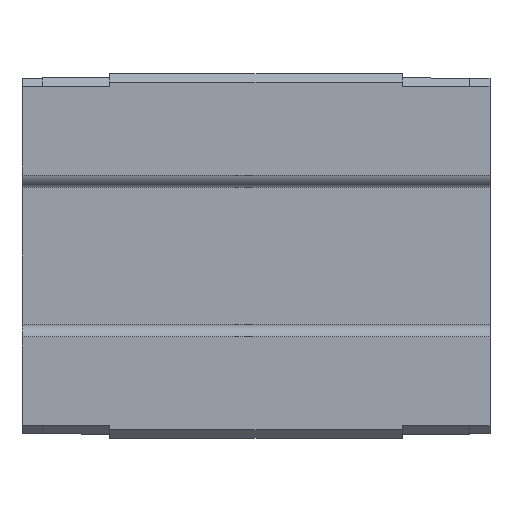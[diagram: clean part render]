
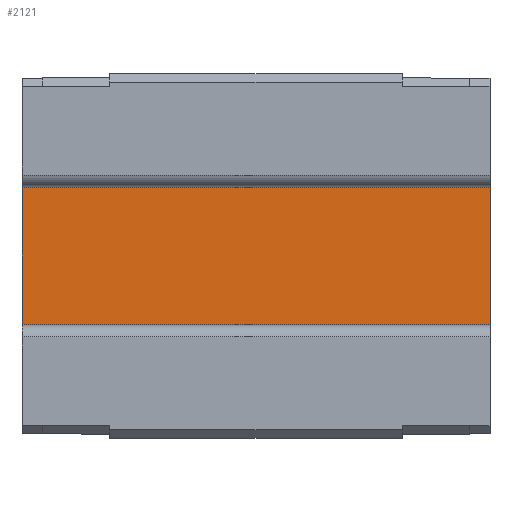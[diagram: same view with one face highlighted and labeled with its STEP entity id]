
A CAD part, front view. The second image highlights one B-rep face of the part: STEP entity #2121.
In plain terms, the highlighted planar face has unit normal (0, -1, 0).
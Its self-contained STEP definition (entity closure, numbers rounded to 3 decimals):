
#230 = PLANE ( 'NONE',  #231 ) ;
#231 = AXIS2_PLACEMENT_3D ( 'NONE', #491, #485, #484 ) ;
#244 = CARTESIAN_POINT ( 'NONE',  ( -17.35, 5., 5.5 ) ) ;
#259 = DIRECTION ( 'NONE',  ( -1., 0., 0. ) ) ;
#260 = VECTOR ( 'NONE', #259, 1000. ) ;
#261 = CARTESIAN_POINT ( 'NONE',  ( 10.85, 5., 5.5 ) ) ;
#262 = LINE ( 'NONE', #261, #260 ) ;
#484 = DIRECTION ( 'NONE',  ( 0., 0., 1. ) ) ;
#485 = DIRECTION ( 'NONE',  ( 0., 1., 0. ) ) ;
#491 = CARTESIAN_POINT ( 'NONE',  ( 10.85, 5., 5.5 ) ) ;
#985 = FACE_OUTER_BOUND ( 'NONE', #2123, .T. ) ;
#1037 = CARTESIAN_POINT ( 'NONE',  ( 17.35, 5., 5.5 ) ) ;
#1127 = CARTESIAN_POINT ( 'NONE',  ( -17.35, 5., -5.5 ) ) ;
#1128 = DIRECTION ( 'NONE',  ( 0., 0., 1. ) ) ;
#1129 = VECTOR ( 'NONE', #1128, 1000. ) ;
#1130 = CARTESIAN_POINT ( 'NONE',  ( -17.35, 5., -5.5 ) ) ;
#1131 = LINE ( 'NONE', #1130, #1129 ) ;
#1210 = DIRECTION ( 'NONE',  ( 0., 0., -1. ) ) ;
#1211 = VECTOR ( 'NONE', #1210, 1000. ) ;
#1212 = CARTESIAN_POINT ( 'NONE',  ( 17.35, 5., 5.5 ) ) ;
#1213 = LINE ( 'NONE', #1212, #1211 ) ;
#1214 = CARTESIAN_POINT ( 'NONE',  ( 17.35, 5., -5.5 ) ) ;
#1215 = DIRECTION ( 'NONE',  ( -1., 0., 0. ) ) ;
#1216 = VECTOR ( 'NONE', #1215, 1000. ) ;
#1217 = CARTESIAN_POINT ( 'NONE',  ( 10.85, 5., -5.5 ) ) ;
#1218 = LINE ( 'NONE', #1217, #1216 ) ;
#1664 = EDGE_CURVE ( 'NONE', #2125, #1670, #262, .T. ) ;
#1670 = VERTEX_POINT ( 'NONE', #244 ) ;
#2121 = ADVANCED_FACE ( 'NONE', ( #985 ), #230, .F. ) ;
#2123 = EDGE_LOOP ( 'NONE', ( #2198, #2194, #2200, #2263 ) ) ;
#2125 = VERTEX_POINT ( 'NONE', #1037 ) ;
#2194 = ORIENTED_EDGE ( 'NONE', *, *, #2196, .F. ) ;
#2196 = EDGE_CURVE ( 'NONE', #2197, #1670, #1131, .T. ) ;
#2197 = VERTEX_POINT ( 'NONE', #1127 ) ;
#2198 = ORIENTED_EDGE ( 'NONE', *, *, #1664, .T. ) ;
#2200 = ORIENTED_EDGE ( 'NONE', *, *, #2261, .F. ) ;
#2261 = EDGE_CURVE ( 'NONE', #2262, #2197, #1218, .T. ) ;
#2262 = VERTEX_POINT ( 'NONE', #1214 ) ;
#2263 = ORIENTED_EDGE ( 'NONE', *, *, #2264, .F. ) ;
#2264 = EDGE_CURVE ( 'NONE', #2125, #2262, #1213, .T. ) ;
